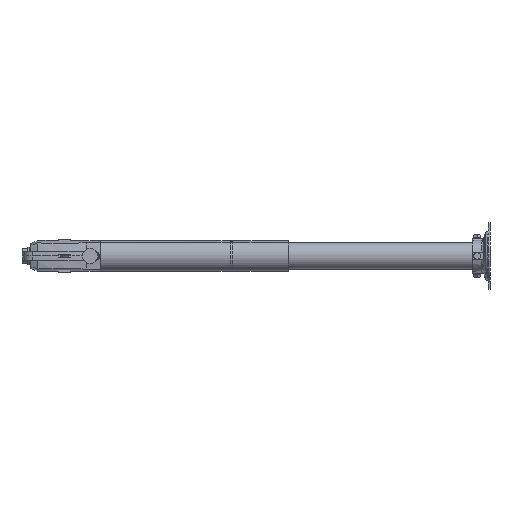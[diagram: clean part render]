
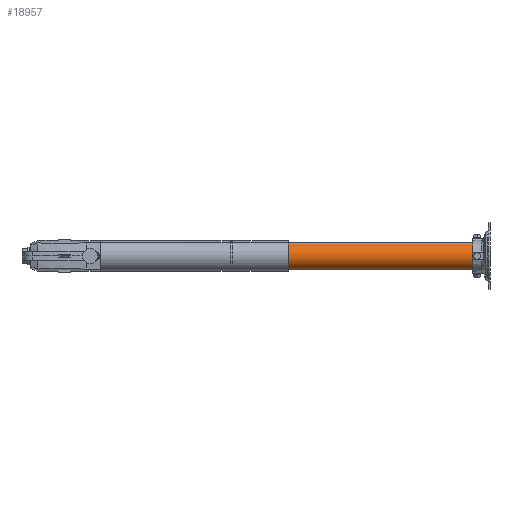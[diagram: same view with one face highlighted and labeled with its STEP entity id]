
A CAD part, left-side view. The second image highlights one B-rep face of the part: STEP entity #18957.
In plain terms, the highlighted cylindrical face has radius 60.95 mm (diameter 121.9 mm), a partial arc.
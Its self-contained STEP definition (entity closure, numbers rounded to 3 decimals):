
#299 = CARTESIAN_POINT ( 'NONE',  ( 0., -863.893, 0. ) ) ;
#300 = DIRECTION ( 'NONE',  ( 0., -1., 0. ) ) ;
#301 = DIRECTION ( 'NONE',  ( 0., 0., -1. ) ) ;
#1530 = DIRECTION ( 'NONE',  ( 0., -1., 0. ) ) ;
#1532 = CARTESIAN_POINT ( 'NONE',  ( 27.623, -1751.993, -54.331 ) ) ;
#1536 = CARTESIAN_POINT ( 'NONE',  ( -27.623, -1751.993, 54.331 ) ) ;
#1537 = DIRECTION ( 'NONE',  ( 0., -1., 0. ) ) ;
#5280 = FACE_OUTER_BOUND ( 'NONE', #20221, .T. ) ;
#5289 = CYLINDRICAL_SURFACE ( 'NONE', #24988, 60.95 ) ;
#7035 = DIRECTION ( 'NONE',  ( 0.453, 0., -0.891 ) ) ;
#7039 = DIRECTION ( 'NONE',  ( 0., -1., 0. ) ) ;
#7040 = CARTESIAN_POINT ( 'NONE',  ( 0., -1751.993, 0. ) ) ;
#11629 = AXIS2_PLACEMENT_3D ( 'NONE', #14165, #14166, #14167 ) ;
#14165 = CARTESIAN_POINT ( 'NONE',  ( 0., -1709.993, 0. ) ) ;
#14166 = DIRECTION ( 'NONE',  ( 0., -1., 0. ) ) ;
#14167 = DIRECTION ( 'NONE',  ( 0., 0., 1. ) ) ;
#14429 = CIRCLE ( 'NONE', #11629, 60.95 ) ;
#17399 = EDGE_CURVE ( 'NONE', #24324, #24322, #24424, .T. ) ;
#17474 = EDGE_CURVE ( 'NONE', #24322, #24326, #24496, .T. ) ;
#17475 = EDGE_CURVE ( 'NONE', #24324, #24327, #24497, .T. ) ;
#18690 = ORIENTED_EDGE ( 'NONE', *, *, #17475, .F. ) ;
#18691 = ORIENTED_EDGE ( 'NONE', *, *, #17399, .T. ) ;
#18692 = ORIENTED_EDGE ( 'NONE', *, *, #17474, .T. ) ;
#18693 = ORIENTED_EDGE ( 'NONE', *, *, #23108, .F. ) ;
#18957 = ADVANCED_FACE ( 'NONE', ( #5280 ), #5289, .T. ) ;
#19856 = CARTESIAN_POINT ( 'NONE',  ( 27.623, -863.893, -54.331 ) ) ;
#19858 = CARTESIAN_POINT ( 'NONE',  ( -27.623, -863.893, 54.331 ) ) ;
#19860 = CARTESIAN_POINT ( 'NONE',  ( 27.623, -1709.993, -54.331 ) ) ;
#19861 = CARTESIAN_POINT ( 'NONE',  ( -27.623, -1709.993, 54.331 ) ) ;
#20221 = EDGE_LOOP ( 'NONE', ( #18690, #18691, #18692, #18693 ) ) ;
#23108 = EDGE_CURVE ( 'NONE', #24327, #24326, #14429, .T. ) ;
#24322 = VERTEX_POINT ( 'NONE', #19856 ) ;
#24324 = VERTEX_POINT ( 'NONE', #19858 ) ;
#24326 = VERTEX_POINT ( 'NONE', #19860 ) ;
#24327 = VERTEX_POINT ( 'NONE', #19861 ) ;
#24424 = CIRCLE ( 'NONE', #24673, 60.95 ) ;
#24496 = LINE ( 'NONE', #1532, #24498 ) ;
#24497 = LINE ( 'NONE', #1536, #24500 ) ;
#24498 = VECTOR ( 'NONE', #1530, 1000. ) ;
#24500 = VECTOR ( 'NONE', #1537, 1000. ) ;
#24673 = AXIS2_PLACEMENT_3D ( 'NONE', #299, #300, #301 ) ;
#24988 = AXIS2_PLACEMENT_3D ( 'NONE', #7040, #7039, #7035 ) ;
